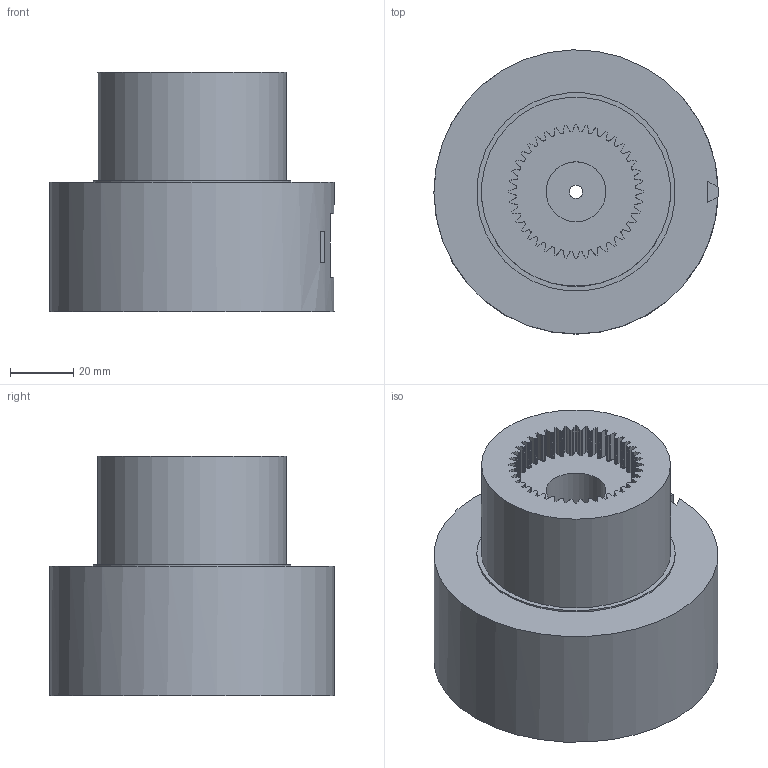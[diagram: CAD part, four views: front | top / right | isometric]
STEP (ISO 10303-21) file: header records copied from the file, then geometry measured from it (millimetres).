
FILE_DESCRIPTION(/* description */ (''),/* implementation_level */ '2;1');
FILE_NAME(/* name */ 'joint2_inner.step',/* time_stamp */ '2025-12-08T19:17:07+01:00',/* author */ (''),/* organization */ (''),/* preprocessor_version */ 'ST-DEVELOPER v20.1',/* originating_system */ 'Autodesk Translation Framework v14.21.0.0',/* authorisation */ '');
FILE_SCHEMA (('AUTOMOTIVE_DESIGN { 1 0 10303 214 3 1 1 }'));
Length unit declared in the file: millimetre
Products named in the file (1): FusionComponent
Bounding box: 90 x 90 x 75.9 mm (x, y, z)
Volume: 313324.7 mm3; surface area: 40511.1 mm2
Topology: 1 solids, 1 shells, 834 faces, 2152 edges, 1328 vertices
Faces by surface type: bspline 800, plane 26, cylinder 8
Full cylindrical faces by diameter (mm): 4.2 x1, 5.4 x1, 10 x2, 19 x1, 59.9 x1, 62.9 x1, 90 x1
Entity records: 35765 total; most frequent: CARTESIAN_POINT 20235, ORIENTED_EDGE 4304, EDGE_CURVE 2152, VERTEX_POINT 1328, DIRECTION 1126, B_SPLINE_CURVE_WITH_KNOTS 1120, LINE 1008, VECTOR 1008
